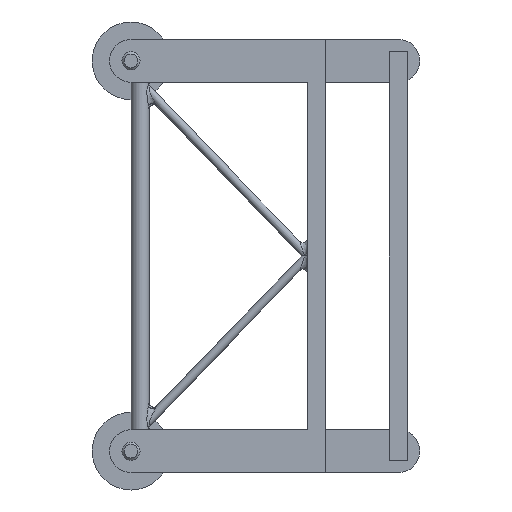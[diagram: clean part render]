
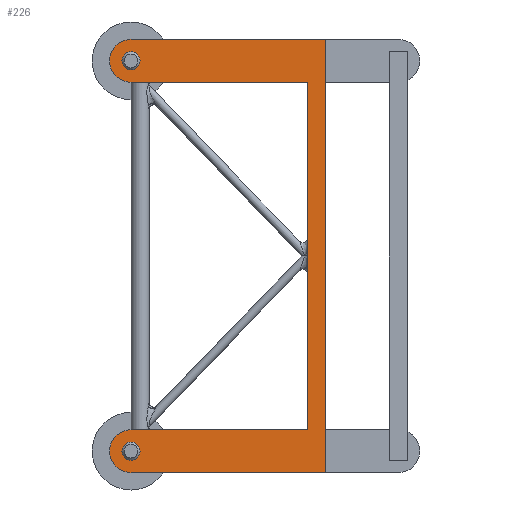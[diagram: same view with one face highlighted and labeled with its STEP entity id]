
A CAD part, left-side view. The second image highlights one B-rep face of the part: STEP entity #226.
In plain terms, the highlighted planar face has unit normal (-1, 0, 0).
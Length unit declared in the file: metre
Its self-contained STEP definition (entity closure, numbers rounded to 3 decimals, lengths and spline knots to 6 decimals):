
#226 = ADVANCED_FACE( '', ( #583, #584, #585 ), #586, .T. );
#583 = FACE_BOUND( '', #1800, .T. );
#584 = FACE_BOUND( '', #1801, .T. );
#585 = FACE_OUTER_BOUND( '', #1802, .T. );
#586 = PLANE( '', #1803 );
#1800 = EDGE_LOOP( '', ( #8210 ) );
#1801 = EDGE_LOOP( '', ( #8211 ) );
#1802 = EDGE_LOOP( '', ( #8212, #8213, #8214, #8215, #8216, #8217, #8218, #8219, #8220, #8221, #8222, #8223 ) );
#1803 = AXIS2_PLACEMENT_3D( '', #8224, #8225, #8226 );
#8210 = ORIENTED_EDGE( '', *, *, #9388, .T. );
#8211 = ORIENTED_EDGE( '', *, *, #9389, .F. );
#8212 = ORIENTED_EDGE( '', *, *, #9390, .F. );
#8213 = ORIENTED_EDGE( '', *, *, #9391, .F. );
#8214 = ORIENTED_EDGE( '', *, *, #9392, .F. );
#8215 = ORIENTED_EDGE( '', *, *, #9393, .F. );
#8216 = ORIENTED_EDGE( '', *, *, #9394, .F. );
#8217 = ORIENTED_EDGE( '', *, *, #9395, .T. );
#8218 = ORIENTED_EDGE( '', *, *, #9321, .T. );
#8219 = ORIENTED_EDGE( '', *, *, #9396, .F. );
#8220 = ORIENTED_EDGE( '', *, *, #9365, .F. );
#8221 = ORIENTED_EDGE( '', *, *, #9397, .T. );
#8222 = ORIENTED_EDGE( '', *, *, #9340, .T. );
#8223 = ORIENTED_EDGE( '', *, *, #9398, .T. );
#8224 = CARTESIAN_POINT( '', ( -0.7112, -0.025028, 0. ) );
#8225 = DIRECTION( '', ( -1., 0., 0. ) );
#8226 = DIRECTION( '', ( 0., 0., -1. ) );
#9321 = EDGE_CURVE( '', #9871, #9873, #9875, .T. );
#9340 = EDGE_CURVE( '', #9911, #9909, #9912, .T. );
#9365 = EDGE_CURVE( '', #9952, #9954, #9955, .T. );
#9388 = EDGE_CURVE( '', #9993, #9993, #9994, .F. );
#9389 = EDGE_CURVE( '', #9995, #9995, #9996, .T. );
#9390 = EDGE_CURVE( '', #9997, #9998, #9999, .T. );
#9391 = EDGE_CURVE( '', #10000, #9997, #10001, .T. );
#9392 = EDGE_CURVE( '', #9826, #10000, #10002, .T. );
#9393 = EDGE_CURVE( '', #10003, #9826, #10004, .T. );
#9394 = EDGE_CURVE( '', #10005, #10003, #10006, .T. );
#9395 = EDGE_CURVE( '', #10005, #9871, #10007, .T. );
#9396 = EDGE_CURVE( '', #9954, #9873, #10008, .T. );
#9397 = EDGE_CURVE( '', #9952, #9911, #10009, .T. );
#9398 = EDGE_CURVE( '', #9909, #9998, #10010, .T. );
#9826 = VERTEX_POINT( '', #10695 );
#9871 = VERTEX_POINT( '', #10861 );
#9873 = VERTEX_POINT( '', #10863 );
#9875 = LINE( '', #10866, #10867 );
#9909 = VERTEX_POINT( '', #10913 );
#9911 = VERTEX_POINT( '', #10916 );
#9912 = LINE( '', #10917, #10918 );
#9952 = VERTEX_POINT( '', #10970 );
#9954 = VERTEX_POINT( '', #10973 );
#9955 = LINE( '', #10974, #10975 );
#9993 = VERTEX_POINT( '', #11025 );
#9994 = CIRCLE( '', #11026, 0.0254 );
#9995 = VERTEX_POINT( '', #11027 );
#9996 = CIRCLE( '', #11028, 0.0254 );
#9997 = VERTEX_POINT( '', #11029 );
#9998 = VERTEX_POINT( '', #11030 );
#9999 = LINE( '', #11031, #11032 );
#10000 = VERTEX_POINT( '', #11033 );
#10001 = LINE( '', #11034, #11035 );
#10002 = LINE( '', #11036, #11037 );
#10003 = VERTEX_POINT( '', #11038 );
#10004 = LINE( '', #11039, #11040 );
#10005 = VERTEX_POINT( '', #11041 );
#10006 = LINE( '', #11042, #11043 );
#10007 = LINE( '', #11044, #11045 );
#10008 = CIRCLE( '', #11046, 0.06 );
#10009 = LINE( '', #11047, #11048 );
#10010 = CIRCLE( '', #11049, 0.06 );
#10695 = CARTESIAN_POINT( '', ( -0.7112, -0.385516, 0.013174 ) );
#10861 = CARTESIAN_POINT( '', ( -0.7112, 0.083084, -0.4861 ) );
#10863 = CARTESIAN_POINT( '', ( -0.7112, 0.108484, -0.4861 ) );
#10866 = CARTESIAN_POINT( '', ( -0.7112, -0.172177, -0.4861 ) );
#10867 = VECTOR( '', #14235, 1. );
#10913 = CARTESIAN_POINT( '', ( -0.7112, 0.108484, 0.6061 ) );
#10916 = CARTESIAN_POINT( '', ( -0.7112, -0.436316, 0.6061 ) );
#10917 = CARTESIAN_POINT( '', ( -0.7112, -0.172177, 0.6061 ) );
#10918 = VECTOR( '', #14261, 1. );
#10970 = CARTESIAN_POINT( '', ( -0.7112, -0.436316, -0.6061 ) );
#10973 = CARTESIAN_POINT( '', ( -0.7112, 0.108484, -0.6061 ) );
#10974 = CARTESIAN_POINT( '', ( -0.7112, -0.172177, -0.6061 ) );
#10975 = VECTOR( '', #14299, 1. );
#11025 = CARTESIAN_POINT( '', ( -0.7112, 0.133884, -0.5461 ) );
#11026 = AXIS2_PLACEMENT_3D( '', #14327, #14328, #14329 );
#11027 = CARTESIAN_POINT( '', ( -0.7112, 0.133884, 0.5461 ) );
#11028 = AXIS2_PLACEMENT_3D( '', #14330, #14331, #14332 );
#11029 = CARTESIAN_POINT( '', ( -0.7112, 0.083084, 0.4861 ) );
#11030 = CARTESIAN_POINT( '', ( -0.7112, 0.108484, 0.4861 ) );
#11031 = CARTESIAN_POINT( '', ( -0.7112, -0.172177, 0.4861 ) );
#11032 = VECTOR( '', #14333, 1. );
#11033 = CARTESIAN_POINT( '', ( -0.7112, -0.385516, 0.4861 ) );
#11034 = CARTESIAN_POINT( '', ( -0.7112, -0.172177, 0.4861 ) );
#11035 = VECTOR( '', #14334, 1. );
#11036 = CARTESIAN_POINT( '', ( -0.7112, -0.385516, -0.606102 ) );
#11037 = VECTOR( '', #14335, 1. );
#11038 = CARTESIAN_POINT( '', ( -0.7112, -0.385516, -0.013174 ) );
#11039 = CARTESIAN_POINT( '', ( -0.7112, -0.385516, -0.606102 ) );
#11040 = VECTOR( '', #14336, 1. );
#11041 = CARTESIAN_POINT( '', ( -0.7112, -0.385516, -0.4861 ) );
#11042 = CARTESIAN_POINT( '', ( -0.7112, -0.385516, -0.606102 ) );
#11043 = VECTOR( '', #14337, 1. );
#11044 = CARTESIAN_POINT( '', ( -0.7112, -0.172177, -0.4861 ) );
#11045 = VECTOR( '', #14338, 1. );
#11046 = AXIS2_PLACEMENT_3D( '', #14339, #14340, #14341 );
#11047 = CARTESIAN_POINT( '', ( -0.7112, -0.436316, 0.573525 ) );
#11048 = VECTOR( '', #14342, 1. );
#11049 = AXIS2_PLACEMENT_3D( '', #14343, #14344, #14345 );
#14235 = DIRECTION( '', ( 0., 1., 0. ) );
#14261 = DIRECTION( '', ( 0., 1., 0. ) );
#14299 = DIRECTION( '', ( 0., 1., 0. ) );
#14327 = CARTESIAN_POINT( '', ( -0.7112, 0.108484, -0.5461 ) );
#14328 = DIRECTION( '', ( -1., 0., 0. ) );
#14329 = DIRECTION( '', ( 0., 1., 0. ) );
#14330 = CARTESIAN_POINT( '', ( -0.7112, 0.108484, 0.5461 ) );
#14331 = DIRECTION( '', ( -1., 0., 0. ) );
#14332 = DIRECTION( '', ( 0., 1., 0. ) );
#14333 = DIRECTION( '', ( 0., 1., 0. ) );
#14334 = DIRECTION( '', ( 0., 1., 0. ) );
#14335 = DIRECTION( '', ( 0., 0., 1. ) );
#14336 = DIRECTION( '', ( 0., 0., 1. ) );
#14337 = DIRECTION( '', ( 0., 0., 1. ) );
#14338 = DIRECTION( '', ( 0., 1., 0. ) );
#14339 = CARTESIAN_POINT( '', ( -0.7112, 0.108484, -0.5461 ) );
#14340 = DIRECTION( '', ( 1., 0., 0. ) );
#14341 = DIRECTION( '', ( 0., 0., -1. ) );
#14342 = DIRECTION( '', ( 0., 0., 1. ) );
#14343 = CARTESIAN_POINT( '', ( -0.7112, 0.108484, 0.5461 ) );
#14344 = DIRECTION( '', ( -1., 0., 0. ) );
#14345 = DIRECTION( '', ( 0., 0., 1. ) );
